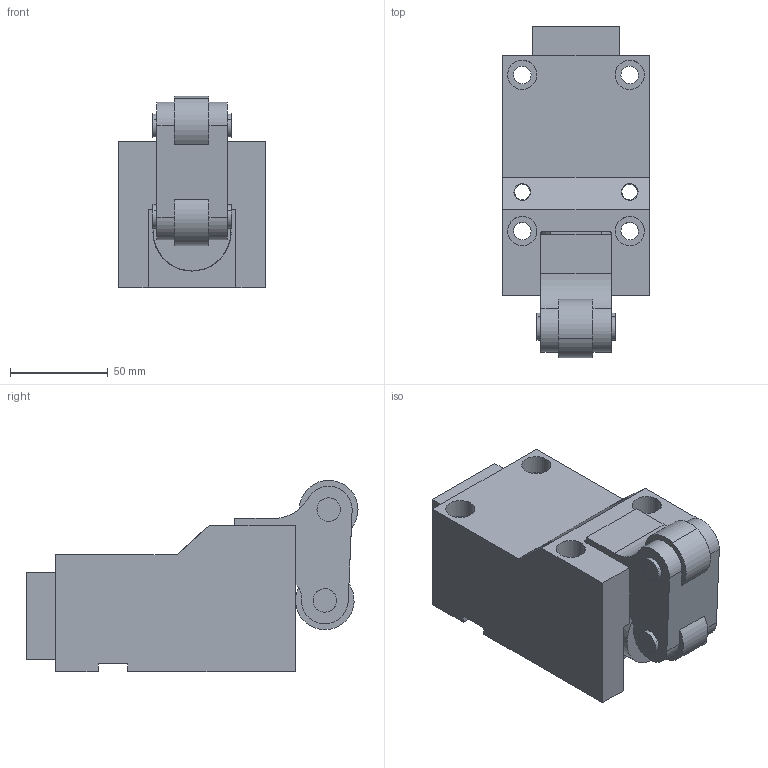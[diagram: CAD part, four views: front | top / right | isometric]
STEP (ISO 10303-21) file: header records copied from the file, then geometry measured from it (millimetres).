
FILE_DESCRIPTION(('CATIA V5 STEP Exchange'),'2;1');
FILE_NAME('CPUS-03000-20.stp','2014-09-19T09:30:15+00:00',('none'),('none'),'CATIA Version 5 Release 20 GA (IN-10)','CATIA V5 STEP AP203','none');
FILE_SCHEMA(('CONFIG_CONTROL_DESIGN'));
Length unit declared in the file: millimetre
Products named in the file (1): CPUS-03000-20
Bounding box: 75 x 170 x 98 mm (x, y, z)
Volume: 667349.4 mm3; surface area: 111124.7 mm2
Topology: 3 solids, 3 shells, 138 faces, 343 edges, 230 vertices
Faces by surface type: cylinder 72, plane 62, torus 4
Entity records: 3902 total; most frequent: CARTESIAN_POINT 749, ORIENTED_EDGE 686, DIRECTION 507, EDGE_CURVE 343, AXIS2_PLACEMENT_3D 244, VERTEX_POINT 230, VECTOR 179, LINE 179
